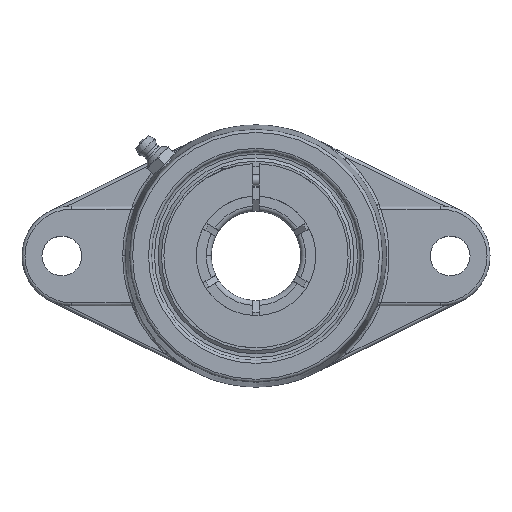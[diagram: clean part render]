
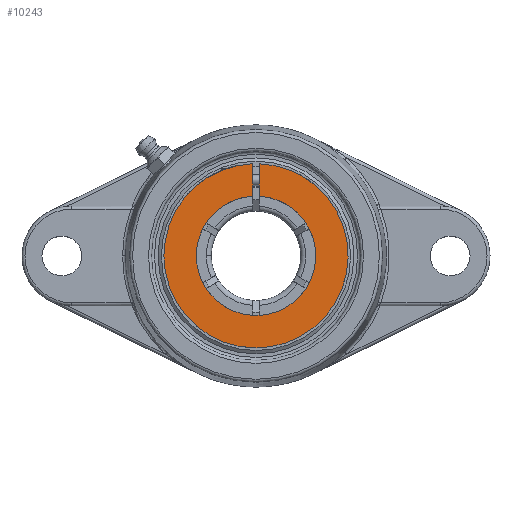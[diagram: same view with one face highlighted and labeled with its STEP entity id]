
A CAD part, top view. The second image highlights one B-rep face of the part: STEP entity #10243.
In plain terms, the highlighted planar face has unit normal (0, 0, 1).
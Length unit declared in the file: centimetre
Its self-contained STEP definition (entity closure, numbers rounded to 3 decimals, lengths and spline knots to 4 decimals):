
#10124=CARTESIAN_POINT('',(0.1,1.7972,0.95));
#10125=VERTEX_POINT('',#10124);
#10134=CARTESIAN_POINT('',(0.1,2.7732,0.95));
#10135=VERTEX_POINT('',#10134);
#10136=CARTESIAN_POINT('',(0.1,12346.2498,0.95));
#10137=DIRECTION('',(0.,-1.,0.));
#10138=VECTOR('',#10137,24690.);
#10139=LINE('',#10136,#10138);
#10140=EDGE_CURVE('',#10135,#10125,#10139,.T.);
#10169=CARTESIAN_POINT('',(-0.1,1.7972,0.95));
#10170=VERTEX_POINT('',#10169);
#10185=CARTESIAN_POINT('',(-0.1,2.7732,0.95));
#10186=VERTEX_POINT('',#10185);
#10193=CARTESIAN_POINT('',(-0.1,-12343.7502,0.95));
#10194=DIRECTION('',(-0.,1.,0.));
#10195=VECTOR('',#10194,24690.);
#10196=LINE('',#10193,#10195);
#10197=EDGE_CURVE('',#10170,#10186,#10196,.T.);
#10202=CARTESIAN_POINT('',(0.,0.,0.95));
#10203=DIRECTION('',(0.,0.,1.));
#10204=DIRECTION('',(1.,0.,0.));
#10205=AXIS2_PLACEMENT_3D('',#10202,#10203,#10204);
#10206=PLANE('',#10205);
#10207=ORIENTED_EDGE('',*,*,#10140,.T.);
#10208=CARTESIAN_POINT('',(-1.8,0.,0.95));
#10209=VERTEX_POINT('',#10208);
#10210=CARTESIAN_POINT('',(0.,0.,0.95));
#10211=DIRECTION('',(0.,0.,1.));
#10212=DIRECTION('',(1.,0.,-0.));
#10213=AXIS2_PLACEMENT_3D('',#10210,#10211,#10212);
#10214=CIRCLE('',#10213,1.8);
#10215=EDGE_CURVE('',#10209,#10125,#10214,.T.);
#10216=ORIENTED_EDGE('',*,*,#10215,.F.);
#10217=CARTESIAN_POINT('',(0.,0.,0.95));
#10218=DIRECTION('',(0.,0.,1.));
#10219=DIRECTION('',(1.,0.,-0.));
#10220=AXIS2_PLACEMENT_3D('',#10217,#10218,#10219);
#10221=CIRCLE('',#10220,1.8);
#10222=EDGE_CURVE('',#10170,#10209,#10221,.T.);
#10223=ORIENTED_EDGE('',*,*,#10222,.F.);
#10224=ORIENTED_EDGE('',*,*,#10197,.T.);
#10225=CARTESIAN_POINT('',(-2.775,0.,0.95));
#10226=VERTEX_POINT('',#10225);
#10227=CARTESIAN_POINT('',(0.,0.,0.95));
#10228=DIRECTION('',(0.,0.,-1.));
#10229=DIRECTION('',(1.,0.,0.));
#10230=AXIS2_PLACEMENT_3D('',#10227,#10228,#10229);
#10231=CIRCLE('',#10230,2.775);
#10232=EDGE_CURVE('',#10226,#10186,#10231,.T.);
#10233=ORIENTED_EDGE('',*,*,#10232,.F.);
#10234=CARTESIAN_POINT('',(0.,0.,0.95));
#10235=DIRECTION('',(0.,0.,-1.));
#10236=DIRECTION('',(1.,0.,0.));
#10237=AXIS2_PLACEMENT_3D('',#10234,#10235,#10236);
#10238=CIRCLE('',#10237,2.775);
#10239=EDGE_CURVE('',#10135,#10226,#10238,.T.);
#10240=ORIENTED_EDGE('',*,*,#10239,.F.);
#10241=EDGE_LOOP('',(#10207,#10216,#10223,#10224,#10233,#10240));
#10242=FACE_BOUND('',#10241,.T.);
#10243=ADVANCED_FACE('',(#10242),#10206,.T.);
